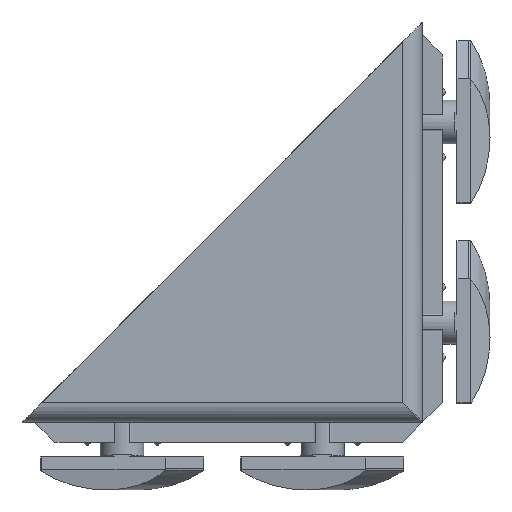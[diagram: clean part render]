
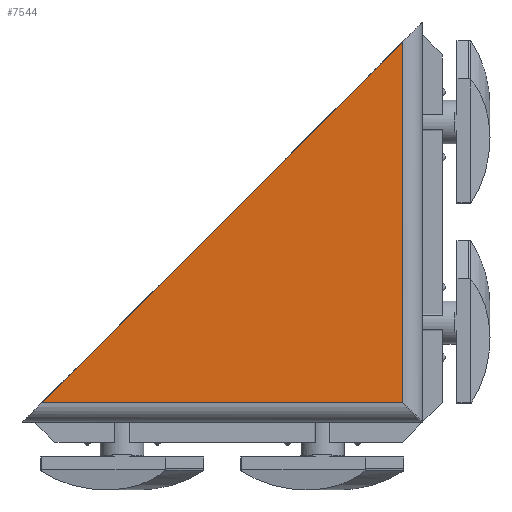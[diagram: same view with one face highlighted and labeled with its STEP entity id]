
A CAD part, left-side view. The second image highlights one B-rep face of the part: STEP entity #7544.
In plain terms, the highlighted planar face has unit normal (-1, 0, 0).
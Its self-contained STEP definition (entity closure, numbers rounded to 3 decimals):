
#436=PLANE('',#8374);
#811=FACE_OUTER_BOUND('',#1235,.T.);
#1235=EDGE_LOOP('',(#6189,#6190,#6191));
#2136=LINE('',#13085,#2742);
#2165=LINE('',#13153,#2771);
#2166=LINE('',#13154,#2772);
#2742=VECTOR('',#10059,1000.);
#2771=VECTOR('',#10122,1000.);
#2772=VECTOR('',#10123,1000.);
#3502=VERTEX_POINT('',#13082);
#3503=VERTEX_POINT('',#13084);
#3525=VERTEX_POINT('',#13152);
#4435=EDGE_CURVE('',#3502,#3503,#2136,.T.);
#4476=EDGE_CURVE('',#3502,#3525,#2165,.F.);
#4477=EDGE_CURVE('',#3525,#3503,#2166,.F.);
#6189=ORIENTED_EDGE('',*,*,#4476,.T.);
#6190=ORIENTED_EDGE('',*,*,#4477,.T.);
#6191=ORIENTED_EDGE('',*,*,#4435,.F.);
#7544=ADVANCED_FACE('',(#811),#436,.F.);
#8374=AXIS2_PLACEMENT_3D('',#13151,#10120,#10121);
#10059=DIRECTION('',(0.,-0.707,0.707));
#10120=DIRECTION('center_axis',(1.,0.,0.));
#10121=DIRECTION('ref_axis',(0.,0.,-1.));
#10122=DIRECTION('',(0.,1.,0.));
#10123=DIRECTION('',(0.,0.,-1.));
#13082=CARTESIAN_POINT('',(-20.,76.,4.));
#13084=CARTESIAN_POINT('',(-20.,4.,76.));
#13085=CARTESIAN_POINT('',(-20.,80.,0.));
#13151=CARTESIAN_POINT('Origin',(-20.,0.2,0.2));
#13152=CARTESIAN_POINT('',(-20.,4.,4.));
#13153=CARTESIAN_POINT('',(-20.,0.2,4.));
#13154=CARTESIAN_POINT('',(-20.,4.,0.2));
